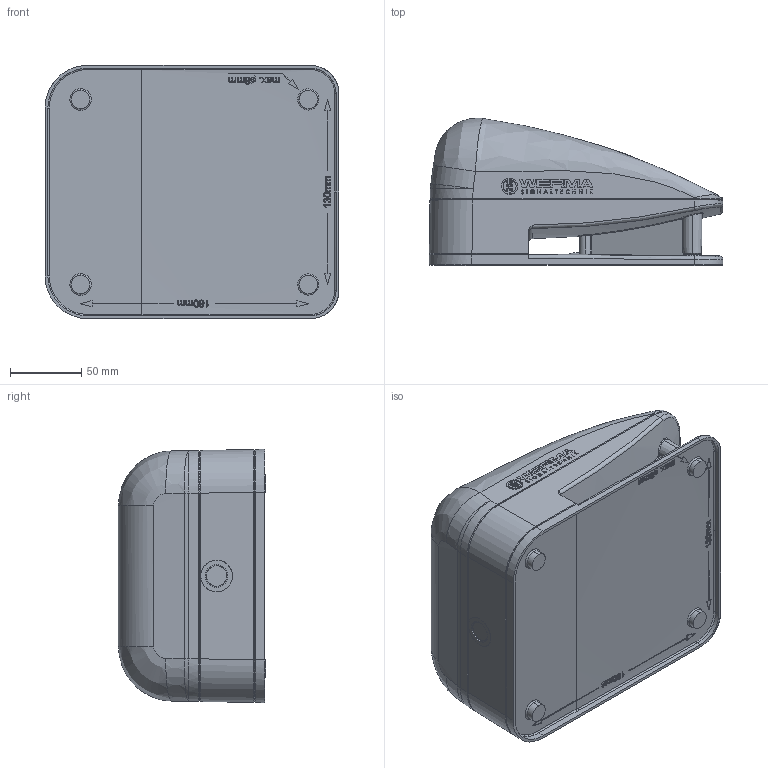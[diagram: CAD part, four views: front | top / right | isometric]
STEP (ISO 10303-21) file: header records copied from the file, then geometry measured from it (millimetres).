
FILE_DESCRIPTION (( 'STEP AP214' ), '1' );
FILE_NAME ('57300067.STEP', '2018-02-26T16:34:11', ( '' ), ( '' ), 'SwSTEP 2.0', 'SolidWorks 2017', '' );
FILE_SCHEMA (( 'AUTOMOTIVE_DESIGN' ));
Products named in the file (1): 57300067
Bounding box: 206.5 x 103.55 x 178 mm (x, y, z)
Volume: 2286461.4 mm3; surface area: 174495.4 mm2
Topology: 1 solids, 4 shells, 1381 faces, 3718 edges, 2459 vertices
Faces by surface type: plane 803, cylinder 266, bspline 259, torus 25, sphere 15, cone 13
Entity records: 69804 total; most frequent: CARTESIAN_POINT 38749, ORIENTED_EDGE 7434, DIRECTION 4799, EDGE_CURVE 3717, VERTEX_POINT 2459, LINE 2075, VECTOR 2075, EDGE_LOOP 1504
